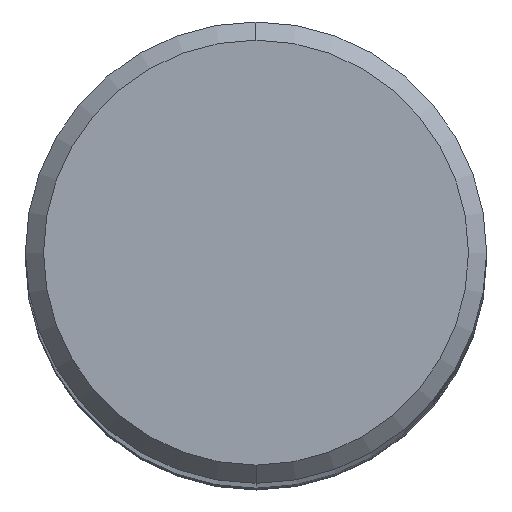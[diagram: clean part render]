
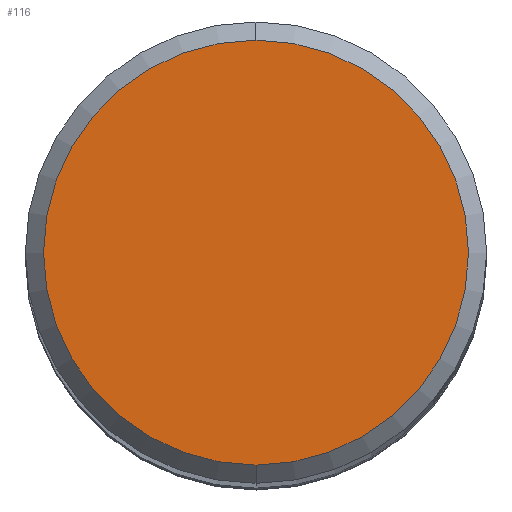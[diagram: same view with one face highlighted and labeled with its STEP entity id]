
A CAD part, top view. The second image highlights one B-rep face of the part: STEP entity #116.
In plain terms, the highlighted planar face has unit normal (0, 0, 1).
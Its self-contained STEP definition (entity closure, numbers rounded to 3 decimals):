
#52=PLANE('',#1032);
#116=ADVANCED_FACE('',(#191),#52,.F.);
#191=FACE_OUTER_BOUND('',#245,.T.);
#245=EDGE_LOOP('',(#411,#412));
#411=ORIENTED_EDGE('',*,*,#616,.T.);
#412=ORIENTED_EDGE('',*,*,#618,.T.);
#521=VERTEX_POINT('',#1573);
#522=VERTEX_POINT('',#1575);
#616=EDGE_CURVE('',#522,#521,#712,.T.);
#618=EDGE_CURVE('',#521,#522,#713,.T.);
#712=CIRCLE('',#1028,11.7);
#713=CIRCLE('',#1030,11.7);
#1028=AXIS2_PLACEMENT_3D('',#1574,#1305,#1306);
#1030=AXIS2_PLACEMENT_3D('',#1578,#1310,#1311);
#1032=AXIS2_PLACEMENT_3D('',#1580,#1314,#1315);
#1305=DIRECTION('',(0.,0.,1.));
#1306=DIRECTION('',(0.,1.,0.));
#1310=DIRECTION('',(0.,0.,1.));
#1311=DIRECTION('',(0.,-1.,0.));
#1314=DIRECTION('',(0.,0.,-1.));
#1315=DIRECTION('',(0.,1.,0.));
#1573=CARTESIAN_POINT('',(0.,-11.7,0.));
#1574=CARTESIAN_POINT('',(0.,0.,0.));
#1575=CARTESIAN_POINT('',(0.,11.7,0.));
#1578=CARTESIAN_POINT('',(0.,0.,0.));
#1580=CARTESIAN_POINT('',(0.,0.,0.));
